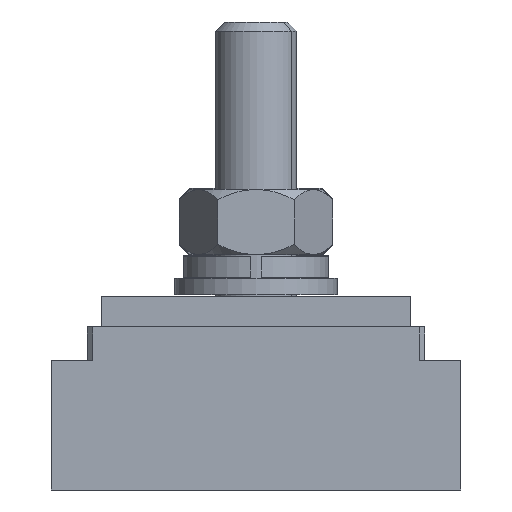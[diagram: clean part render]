
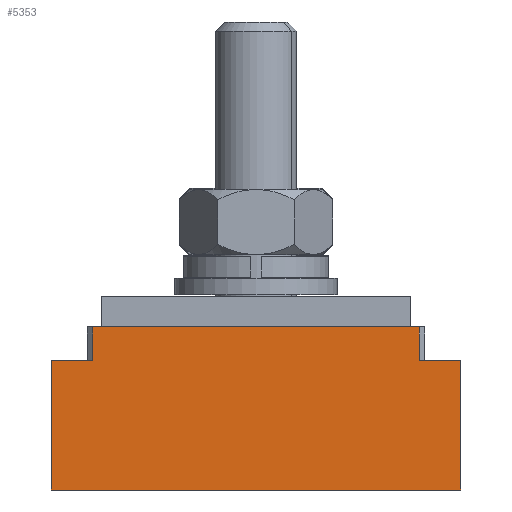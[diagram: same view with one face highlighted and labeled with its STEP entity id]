
A CAD part, front view. The second image highlights one B-rep face of the part: STEP entity #5353.
In plain terms, the highlighted planar face has unit normal (0, -1, 0).
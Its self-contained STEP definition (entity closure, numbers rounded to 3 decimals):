
#5321=AXIS2_PLACEMENT_3D('Plane Axis2P3D',#5318,#5319,#5320) ;
#4758=CARTESIAN_POINT('Vertex',(20.1,-73.2,0.)) ;
#4761=CARTESIAN_POINT('Line Origine',(0.,-73.2,0.)) ;
#4765=CARTESIAN_POINT('Vertex',(-20.1,-73.2,0.)) ;
#4980=CARTESIAN_POINT('Vertex',(-16.,-73.2,16.)) ;
#4983=CARTESIAN_POINT('Line Origine',(0.,-73.2,16.)) ;
#4987=CARTESIAN_POINT('Vertex',(16.,-73.2,16.)) ;
#5097=CARTESIAN_POINT('Vertex',(-20.1,-73.2,12.7)) ;
#5100=CARTESIAN_POINT('Line Origine',(-18.05,-73.2,12.7)) ;
#5104=CARTESIAN_POINT('Vertex',(-16.,-73.2,12.7)) ;
#5126=CARTESIAN_POINT('Vertex',(16.,-73.2,12.7)) ;
#5129=CARTESIAN_POINT('Line Origine',(18.05,-73.2,12.7)) ;
#5133=CARTESIAN_POINT('Vertex',(20.1,-73.2,12.7)) ;
#5318=CARTESIAN_POINT('Axis2P3D Location',(-20.1,-73.2,0.)) ;
#5323=CARTESIAN_POINT('Line Origine',(-20.1,-73.2,6.35)) ;
#5328=CARTESIAN_POINT('Line Origine',(20.1,-73.2,6.35)) ;
#5333=CARTESIAN_POINT('Line Origine',(16.,-73.2,14.35)) ;
#5338=CARTESIAN_POINT('Line Origine',(-16.,-73.2,14.35)) ;
#4762=DIRECTION('Vector Direction',(1.,0.,0.)) ;
#4984=DIRECTION('Vector Direction',(1.,0.,0.)) ;
#5101=DIRECTION('Vector Direction',(1.,0.,0.)) ;
#5130=DIRECTION('Vector Direction',(1.,0.,0.)) ;
#5319=DIRECTION('Axis2P3D Direction',(0.,-1.,0.)) ;
#5320=DIRECTION('Axis2P3D XDirection',(1.,0.,0.)) ;
#5324=DIRECTION('Vector Direction',(0.,0.,1.)) ;
#5329=DIRECTION('Vector Direction',(0.,0.,1.)) ;
#5334=DIRECTION('Vector Direction',(0.,0.,1.)) ;
#5339=DIRECTION('Vector Direction',(0.,0.,1.)) ;
#4763=VECTOR('Line Direction',#4762,1.) ;
#4985=VECTOR('Line Direction',#4984,1.) ;
#5102=VECTOR('Line Direction',#5101,1.) ;
#5131=VECTOR('Line Direction',#5130,1.) ;
#5325=VECTOR('Line Direction',#5324,1.) ;
#5330=VECTOR('Line Direction',#5329,1.) ;
#5335=VECTOR('Line Direction',#5334,1.) ;
#5340=VECTOR('Line Direction',#5339,1.) ;
#5344=ORIENTED_EDGE('',*,*,#5327,.F.) ;
#5345=ORIENTED_EDGE('',*,*,#4767,.T.) ;
#5346=ORIENTED_EDGE('',*,*,#5332,.T.) ;
#5347=ORIENTED_EDGE('',*,*,#5135,.F.) ;
#5348=ORIENTED_EDGE('',*,*,#5337,.T.) ;
#5349=ORIENTED_EDGE('',*,*,#4989,.F.) ;
#5350=ORIENTED_EDGE('',*,*,#5342,.F.) ;
#5351=ORIENTED_EDGE('',*,*,#5106,.T.) ;
#5353=ADVANCED_FACE('Hauptkoerper nicht benutzen',(#5352),#5322,.T.) ;
#4767=EDGE_CURVE('',#4766,#4759,#4764,.T.) ;
#4989=EDGE_CURVE('',#4981,#4988,#4986,.T.) ;
#5106=EDGE_CURVE('',#5105,#5098,#5103,.F.) ;
#5135=EDGE_CURVE('',#5127,#5134,#5132,.T.) ;
#5327=EDGE_CURVE('',#4766,#5098,#5326,.T.) ;
#5332=EDGE_CURVE('',#4759,#5134,#5331,.T.) ;
#5337=EDGE_CURVE('',#5127,#4988,#5336,.T.) ;
#5342=EDGE_CURVE('',#5105,#4981,#5341,.T.) ;
#5343=EDGE_LOOP('',(#5344,#5345,#5346,#5347,#5348,#5349,#5350,#5351)) ;
#5352=FACE_OUTER_BOUND('',#5343,.T.) ;
#4764=LINE('Line',#4761,#4763) ;
#4986=LINE('Line',#4983,#4985) ;
#5103=LINE('Line',#5100,#5102) ;
#5132=LINE('Line',#5129,#5131) ;
#5326=LINE('Line',#5323,#5325) ;
#5331=LINE('Line',#5328,#5330) ;
#5336=LINE('Line',#5333,#5335) ;
#5341=LINE('Line',#5338,#5340) ;
#5322=PLANE('Plane',#5321) ;
#4759=VERTEX_POINT('',#4758) ;
#4766=VERTEX_POINT('',#4765) ;
#4981=VERTEX_POINT('',#4980) ;
#4988=VERTEX_POINT('',#4987) ;
#5098=VERTEX_POINT('',#5097) ;
#5105=VERTEX_POINT('',#5104) ;
#5127=VERTEX_POINT('',#5126) ;
#5134=VERTEX_POINT('',#5133) ;
